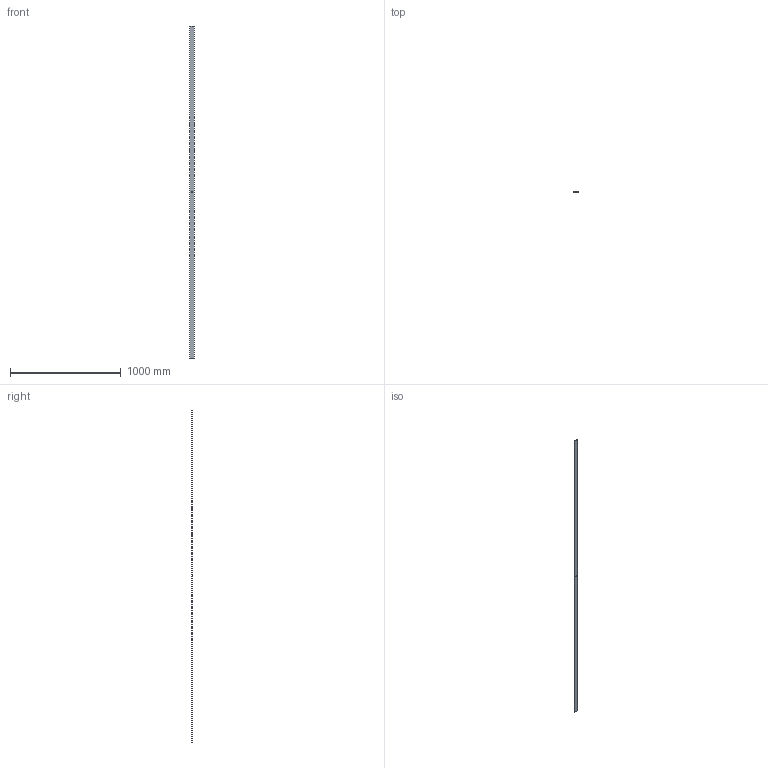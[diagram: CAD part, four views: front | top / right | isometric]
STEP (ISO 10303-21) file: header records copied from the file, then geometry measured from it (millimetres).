
FILE_DESCRIPTION (( 'STEP AP203' ), '1' );
FILE_NAME ('2003.STEP', '2022-04-27T11:25:54', ( '' ), ( '' ), 'SwSTEP 2.0', 'SolidWorks 2018', '' );
FILE_SCHEMA (( 'CONFIG_CONTROL_DESIGN' ));
Length unit declared in the file: millimetre
Products named in the file (1): 2003
Bounding box: 41 x 8 x 3000 mm (x, y, z)
Volume: 783118.2 mm3; surface area: 291409.3 mm2
Topology: 1 solids, 1 shells, 219 faces, 597 edges, 398 vertices
Faces by surface type: plane 110, bspline 106, cylinder 3
Entity records: 12090 total; most frequent: CARTESIAN_POINT 7193, ORIENTED_EDGE 1194, DIRECTION 619, EDGE_CURVE 597, VERTEX_POINT 398, VECTOR 379, LINE 379, EDGE_LOOP 237
